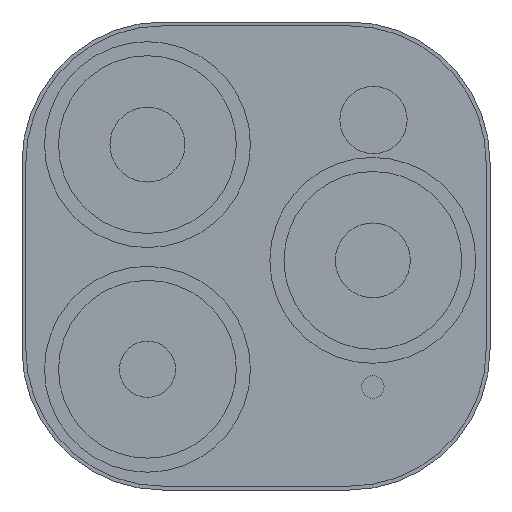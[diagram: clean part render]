
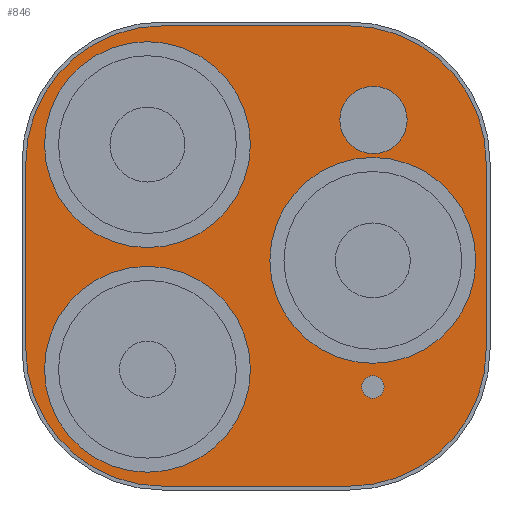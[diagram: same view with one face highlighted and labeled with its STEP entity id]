
A CAD part, left-side view. The second image highlights one B-rep face of the part: STEP entity #846.
In plain terms, the highlighted planar face has unit normal (-1, 0, 0).
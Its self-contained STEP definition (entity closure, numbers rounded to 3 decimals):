
#32=FACE_BOUND('',#213,.T.);
#33=FACE_BOUND('',#214,.T.);
#34=FACE_BOUND('',#215,.T.);
#35=FACE_BOUND('',#216,.T.);
#36=FACE_BOUND('',#217,.T.);
#69=PLANE('',#986);
#145=FACE_OUTER_BOUND('',#212,.T.);
#212=EDGE_LOOP('',(#739,#740,#741,#742,#743,#744,#745,#746));
#213=EDGE_LOOP('',(#747));
#214=EDGE_LOOP('',(#748));
#215=EDGE_LOOP('',(#749));
#216=EDGE_LOOP('',(#750));
#217=EDGE_LOOP('',(#751));
#261=LINE('',#1450,#312);
#265=LINE('',#1462,#316);
#269=LINE('',#1474,#320);
#273=LINE('',#1486,#324);
#312=VECTOR('',#1213,10.);
#316=VECTOR('',#1225,10.);
#320=VECTOR('',#1237,10.);
#324=VECTOR('',#1249,10.);
#363=CIRCLE('',#957,5.5);
#365=CIRCLE('',#960,5.5);
#367=CIRCLE('',#963,5.5);
#369=CIRCLE('',#966,0.6);
#371=CIRCLE('',#969,1.796);
#373=CIRCLE('',#973,7.296);
#375=CIRCLE('',#977,7.296);
#377=CIRCLE('',#981,7.296);
#379=CIRCLE('',#985,7.296);
#425=VERTEX_POINT('',#1416);
#427=VERTEX_POINT('',#1422);
#429=VERTEX_POINT('',#1428);
#431=VERTEX_POINT('',#1434);
#433=VERTEX_POINT('',#1440);
#436=VERTEX_POINT('',#1447);
#437=VERTEX_POINT('',#1449);
#439=VERTEX_POINT('',#1455);
#441=VERTEX_POINT('',#1461);
#443=VERTEX_POINT('',#1467);
#445=VERTEX_POINT('',#1473);
#447=VERTEX_POINT('',#1479);
#449=VERTEX_POINT('',#1485);
#518=EDGE_CURVE('',#425,#425,#363,.T.);
#521=EDGE_CURVE('',#427,#427,#365,.T.);
#524=EDGE_CURVE('',#429,#429,#367,.T.);
#527=EDGE_CURVE('',#431,#431,#369,.T.);
#530=EDGE_CURVE('',#433,#433,#371,.T.);
#533=EDGE_CURVE('',#437,#436,#261,.T.);
#536=EDGE_CURVE('',#439,#437,#373,.T.);
#539=EDGE_CURVE('',#441,#439,#265,.T.);
#542=EDGE_CURVE('',#443,#441,#375,.T.);
#545=EDGE_CURVE('',#445,#443,#269,.T.);
#548=EDGE_CURVE('',#447,#445,#377,.T.);
#551=EDGE_CURVE('',#449,#447,#273,.T.);
#554=EDGE_CURVE('',#436,#449,#379,.T.);
#739=ORIENTED_EDGE('',*,*,#554,.T.);
#740=ORIENTED_EDGE('',*,*,#551,.T.);
#741=ORIENTED_EDGE('',*,*,#548,.T.);
#742=ORIENTED_EDGE('',*,*,#545,.T.);
#743=ORIENTED_EDGE('',*,*,#542,.T.);
#744=ORIENTED_EDGE('',*,*,#539,.T.);
#745=ORIENTED_EDGE('',*,*,#536,.T.);
#746=ORIENTED_EDGE('',*,*,#533,.T.);
#747=ORIENTED_EDGE('',*,*,#530,.T.);
#748=ORIENTED_EDGE('',*,*,#527,.T.);
#749=ORIENTED_EDGE('',*,*,#524,.T.);
#750=ORIENTED_EDGE('',*,*,#521,.T.);
#751=ORIENTED_EDGE('',*,*,#518,.T.);
#846=ADVANCED_FACE('',(#145,#32,#33,#34,#35,#36),#69,.T.);
#957=AXIS2_PLACEMENT_3D('',#1418,#1179,#1180);
#960=AXIS2_PLACEMENT_3D('',#1424,#1186,#1187);
#963=AXIS2_PLACEMENT_3D('',#1430,#1193,#1194);
#966=AXIS2_PLACEMENT_3D('',#1436,#1200,#1201);
#969=AXIS2_PLACEMENT_3D('',#1442,#1207,#1208);
#973=AXIS2_PLACEMENT_3D('',#1456,#1219,#1220);
#977=AXIS2_PLACEMENT_3D('',#1468,#1231,#1232);
#981=AXIS2_PLACEMENT_3D('',#1480,#1243,#1244);
#985=AXIS2_PLACEMENT_3D('',#1490,#1255,#1256);
#986=AXIS2_PLACEMENT_3D('',#1491,#1257,#1258);
#1179=DIRECTION('center_axis',(1.,0.,0.));
#1180=DIRECTION('ref_axis',(0.,-1.,0.));
#1186=DIRECTION('center_axis',(1.,0.,0.));
#1187=DIRECTION('ref_axis',(0.,-1.,0.));
#1193=DIRECTION('center_axis',(1.,0.,0.));
#1194=DIRECTION('ref_axis',(0.,-1.,0.));
#1200=DIRECTION('center_axis',(1.,0.,0.));
#1201=DIRECTION('ref_axis',(0.,-1.,0.));
#1207=DIRECTION('center_axis',(1.,0.,0.));
#1208=DIRECTION('ref_axis',(0.,-1.,0.));
#1213=DIRECTION('',(0.,1.,0.));
#1219=DIRECTION('center_axis',(-1.,0.,0.));
#1220=DIRECTION('ref_axis',(0.,-1.,0.));
#1225=DIRECTION('',(0.,0.,1.));
#1231=DIRECTION('center_axis',(-1.,0.,0.));
#1232=DIRECTION('ref_axis',(0.,0.,-1.));
#1237=DIRECTION('',(0.,-1.,0.));
#1243=DIRECTION('center_axis',(-1.,0.,0.));
#1244=DIRECTION('ref_axis',(0.,1.,0.));
#1249=DIRECTION('',(0.,0.,-1.));
#1255=DIRECTION('center_axis',(-1.,0.,0.));
#1256=DIRECTION('ref_axis',(0.,0.,1.));
#1257=DIRECTION('center_axis',(-1.,0.,0.));
#1258=DIRECTION('ref_axis',(0.,-1.,0.));
#1416=CARTESIAN_POINT('',(-1.7,17.958,55.815));
#1418=CARTESIAN_POINT('Origin',(-1.7,12.458,55.815));
#1422=CARTESIAN_POINT('',(-1.7,30.,50.));
#1424=CARTESIAN_POINT('Origin',(-1.7,24.5,50.));
#1428=CARTESIAN_POINT('',(-1.7,30.,62.));
#1430=CARTESIAN_POINT('Origin',(-1.7,24.5,62.));
#1434=CARTESIAN_POINT('',(-1.7,13.058,49.055));
#1436=CARTESIAN_POINT('Origin',(-1.7,12.458,49.055));
#1440=CARTESIAN_POINT('',(-1.7,14.219,63.32));
#1442=CARTESIAN_POINT('Origin',(-1.7,12.424,63.32));
#1447=CARTESIAN_POINT('',(-1.7,23.7,68.346));
#1449=CARTESIAN_POINT('',(-1.7,13.7,68.346));
#1450=CARTESIAN_POINT('',(-1.7,13.7,68.346));
#1455=CARTESIAN_POINT('',(-1.7,6.404,61.05));
#1456=CARTESIAN_POINT('Origin',(-1.7,13.7,61.05));
#1461=CARTESIAN_POINT('',(-1.7,6.404,51.05));
#1462=CARTESIAN_POINT('',(-1.7,6.404,51.05));
#1467=CARTESIAN_POINT('',(-1.7,13.7,43.754));
#1468=CARTESIAN_POINT('Origin',(-1.7,13.7,51.05));
#1473=CARTESIAN_POINT('',(-1.7,23.7,43.754));
#1474=CARTESIAN_POINT('',(-1.7,23.7,43.754));
#1479=CARTESIAN_POINT('',(-1.7,30.996,51.05));
#1480=CARTESIAN_POINT('Origin',(-1.7,23.7,51.05));
#1485=CARTESIAN_POINT('',(-1.7,30.996,61.05));
#1486=CARTESIAN_POINT('',(-1.7,30.996,61.05));
#1490=CARTESIAN_POINT('Origin',(-1.7,23.7,61.05));
#1491=CARTESIAN_POINT('Origin',(-1.7,18.7,56.05));
